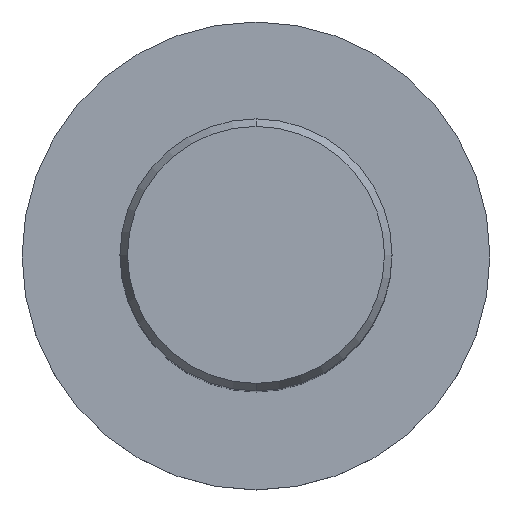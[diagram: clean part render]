
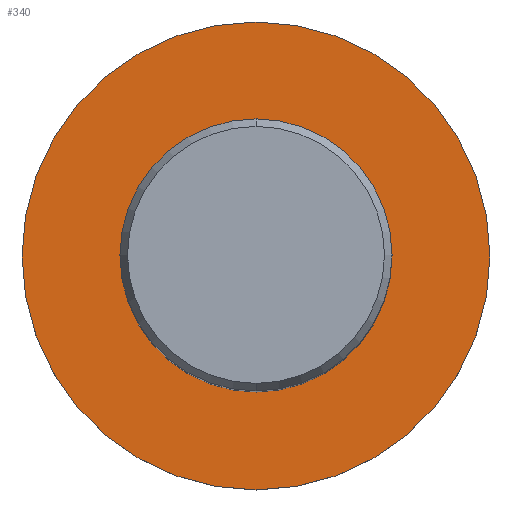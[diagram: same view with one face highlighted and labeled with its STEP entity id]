
A CAD part, top view. The second image highlights one B-rep face of the part: STEP entity #340.
In plain terms, the highlighted planar face has unit normal (0, 0, 1).
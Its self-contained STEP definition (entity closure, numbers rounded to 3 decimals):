
#214=VERTEX_POINT('',#550);
#340=ADVANCED_FACE('',(#685,#686),#687,.T.);
#346=VERTEX_POINT('',#694);
#352=VERTEX_POINT('',#700);
#376=VERTEX_POINT('',#729);
#402=EDGE_CURVE('',#376,#352,#755,.T.);
#422=EDGE_CURVE('',#214,#346,#776,.T.);
#440=EDGE_CURVE('',#352,#376,#796,.T.);
#466=EDGE_CURVE('',#346,#214,#823,.T.);
#550=CARTESIAN_POINT('',(0.0,12.5,-56.0));
#685=FACE_BOUND('',#1254,.T.);
#686=FACE_OUTER_BOUND('',#1255,.T.);
#687=PLANE('',#1256);
#694=CARTESIAN_POINT('',(0.,-12.5,-56.0));
#700=CARTESIAN_POINT('',(0.,-21.5,-56.0));
#729=CARTESIAN_POINT('',(0.0,21.5,-56.0));
#755=CIRCLE('',#1404,21.5);
#776=CIRCLE('',#1432,12.5);
#796=CIRCLE('',#1456,21.5);
#823=CIRCLE('',#1507,12.5);
#1254=EDGE_LOOP('',(#1727,#1728));
#1255=EDGE_LOOP('',(#1729,#1730));
#1256=AXIS2_PLACEMENT_3D('',#1731,#1732,#1733);
#1404=AXIS2_PLACEMENT_3D('',#1813,#1814,#1815);
#1432=AXIS2_PLACEMENT_3D('',#1842,#1843,#1844);
#1456=AXIS2_PLACEMENT_3D('',#1862,#1863,#1864);
#1507=AXIS2_PLACEMENT_3D('',#1889,#1890,#1891);
#1727=ORIENTED_EDGE('',*,*,#422,.T.);
#1728=ORIENTED_EDGE('',*,*,#466,.T.);
#1729=ORIENTED_EDGE('',*,*,#402,.F.);
#1730=ORIENTED_EDGE('',*,*,#440,.F.);
#1731=CARTESIAN_POINT('',(0.0,10.75,-56.0));
#1732=DIRECTION('',(-0.0,0.0,1.0));
#1733=DIRECTION('',(0.0,-1.0,0.0));
#1813=CARTESIAN_POINT('',(0.0,0.0,-56.0));
#1814=DIRECTION('',(0.0,0.0,-1.0));
#1815=DIRECTION('',(0.0,1.0,0.0));
#1842=CARTESIAN_POINT('',(0.0,0.0,-56.0));
#1843=DIRECTION('',(-0.0,0.0,-1.0));
#1844=DIRECTION('',(0.0,1.0,0.0));
#1862=CARTESIAN_POINT('',(0.0,0.0,-56.0));
#1863=DIRECTION('',(0.0,0.0,-1.0));
#1864=DIRECTION('',(0.0,1.0,0.0));
#1889=CARTESIAN_POINT('',(0.0,0.0,-56.0));
#1890=DIRECTION('',(-0.0,0.0,-1.0));
#1891=DIRECTION('',(0.0,1.0,0.0));
